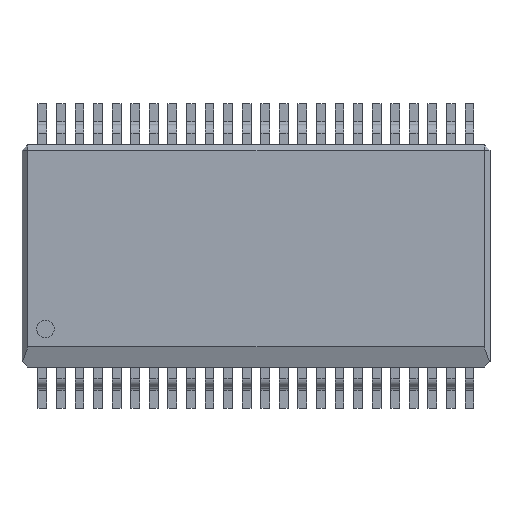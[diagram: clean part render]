
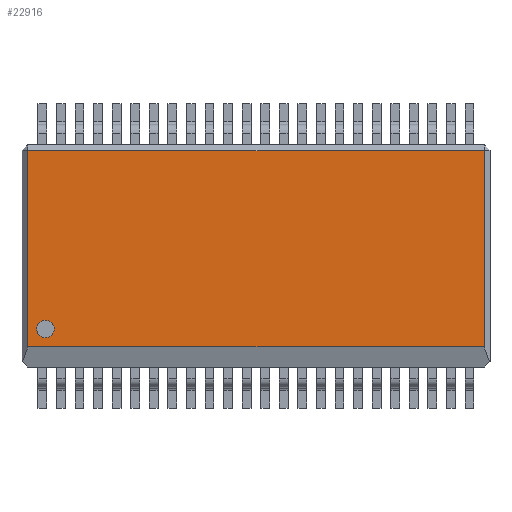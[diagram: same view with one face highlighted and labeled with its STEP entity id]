
A CAD part, top view. The second image highlights one B-rep face of the part: STEP entity #22916.
In plain terms, the highlighted planar face has unit normal (0, 0, 1).
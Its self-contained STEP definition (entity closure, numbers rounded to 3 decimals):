
#6813 = CARTESIAN_POINT ( 'NONE',  ( 9.8, 0.687, 2.35 ) ) ;
#6821 = DIRECTION ( 'NONE',  ( 1., 0., 0. ) ) ;
#6822 = VECTOR ( 'NONE', #6821, 1000. ) ;
#6823 = CARTESIAN_POINT ( 'NONE',  ( -6., 0.687, 2.35 ) ) ;
#6824 = LINE ( 'NONE', #6823, #6822 ) ;
#6858 = CARTESIAN_POINT ( 'NONE',  ( -5.8, 0.687, 2.35 ) ) ;
#6894 = CARTESIAN_POINT ( 'NONE',  ( -6., 7.4, 2.35 ) ) ;
#6895 = LINE ( 'NONE', #6894, #6922 ) ;
#6919 = AXIS2_PLACEMENT_3D ( 'NONE', #6972, #6971, #6970 ) ;
#6921 = DIRECTION ( 'NONE',  ( -1., 0., 0. ) ) ;
#6922 = VECTOR ( 'NONE', #6921, 1000. ) ;
#6942 = PLANE ( 'NONE',  #6919 ) ;
#6945 = FACE_OUTER_BOUND ( 'NONE', #22933, .T. ) ;
#6951 = FACE_BOUND ( 'NONE', #22876, .T. ) ;
#6964 = DIRECTION ( 'NONE',  ( 1., 0., 0. ) ) ;
#6965 = DIRECTION ( 'NONE',  ( 0., 0., 1. ) ) ;
#6966 = CARTESIAN_POINT ( 'NONE',  ( -5.2, 1.3, 2.35 ) ) ;
#6967 = AXIS2_PLACEMENT_3D ( 'NONE', #6966, #6965, #6964 ) ;
#6970 = DIRECTION ( 'NONE',  ( -1., 0., 0. ) ) ;
#6971 = DIRECTION ( 'NONE',  ( 0., 0., -1. ) ) ;
#6972 = CARTESIAN_POINT ( 'NONE',  ( -6., 7.6, 2.35 ) ) ;
#6973 = LINE ( 'NONE', #7003, #7002 ) ;
#6974 = CARTESIAN_POINT ( 'NONE',  ( 9.8, 7.4, 2.35 ) ) ;
#6975 = CIRCLE ( 'NONE', #6967, 0.3 ) ;
#7001 = DIRECTION ( 'NONE',  ( 0., -1., 0. ) ) ;
#7002 = VECTOR ( 'NONE', #7001, 1000. ) ;
#7003 = CARTESIAN_POINT ( 'NONE',  ( -5.8, 7.6, 2.35 ) ) ;
#7010 = CARTESIAN_POINT ( 'NONE',  ( -5.8, 7.4, 2.35 ) ) ;
#7014 = DIRECTION ( 'NONE',  ( 0., 1., 0. ) ) ;
#7015 = VECTOR ( 'NONE', #7014, 1000. ) ;
#7016 = CARTESIAN_POINT ( 'NONE',  ( 9.8, 7.6, 2.35 ) ) ;
#7017 = LINE ( 'NONE', #7016, #7015 ) ;
#7057 = CARTESIAN_POINT ( 'NONE',  ( -5.2, 1.3, 2.35 ) ) ;
#7063 = CIRCLE ( 'NONE', #7091, 0.3 ) ;
#7089 = DIRECTION ( 'NONE',  ( 1., 0., 0. ) ) ;
#7090 = DIRECTION ( 'NONE',  ( 0., 0., 1. ) ) ;
#7091 = AXIS2_PLACEMENT_3D ( 'NONE', #7057, #7090, #7089 ) ;
#7243 = CARTESIAN_POINT ( 'NONE',  ( -5.5, 1.3, 2.35 ) ) ;
#7304 = CARTESIAN_POINT ( 'NONE',  ( -4.9, 1.3, 2.35 ) ) ;
#22855 = EDGE_CURVE ( 'NONE', #22872, #22868, #6824, .T. ) ;
#22856 = ORIENTED_EDGE ( 'NONE', *, *, #22937, .T. ) ;
#22868 = VERTEX_POINT ( 'NONE', #6813 ) ;
#22872 = VERTEX_POINT ( 'NONE', #6858 ) ;
#22876 = EDGE_LOOP ( 'NONE', ( #22918, #22917 ) ) ;
#22906 = EDGE_CURVE ( 'NONE', #22919, #22939, #6895, .T. ) ;
#22916 = ADVANCED_FACE ( 'NONE', ( #6951, #6945 ), #6942, .F. ) ;
#22917 = ORIENTED_EDGE ( 'NONE', *, *, #22984, .F. ) ;
#22918 = ORIENTED_EDGE ( 'NONE', *, *, #22920, .F. ) ;
#22919 = VERTEX_POINT ( 'NONE', #6974 ) ;
#22920 = EDGE_CURVE ( 'NONE', #23065, #23058, #6975, .T. ) ;
#22921 = ORIENTED_EDGE ( 'NONE', *, *, #22926, .T. ) ;
#22925 = ORIENTED_EDGE ( 'NONE', *, *, #22855, .T. ) ;
#22926 = EDGE_CURVE ( 'NONE', #22868, #22919, #7017, .T. ) ;
#22932 = ORIENTED_EDGE ( 'NONE', *, *, #22906, .T. ) ;
#22933 = EDGE_LOOP ( 'NONE', ( #22856, #22925, #22921, #22932 ) ) ;
#22937 = EDGE_CURVE ( 'NONE', #22939, #22872, #6973, .T. ) ;
#22939 = VERTEX_POINT ( 'NONE', #7010 ) ;
#22984 = EDGE_CURVE ( 'NONE', #23058, #23065, #7063, .T. ) ;
#23058 = VERTEX_POINT ( 'NONE', #7243 ) ;
#23065 = VERTEX_POINT ( 'NONE', #7304 ) ;
